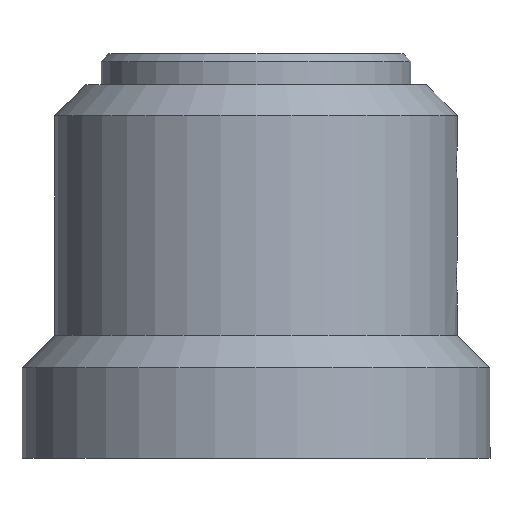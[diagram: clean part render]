
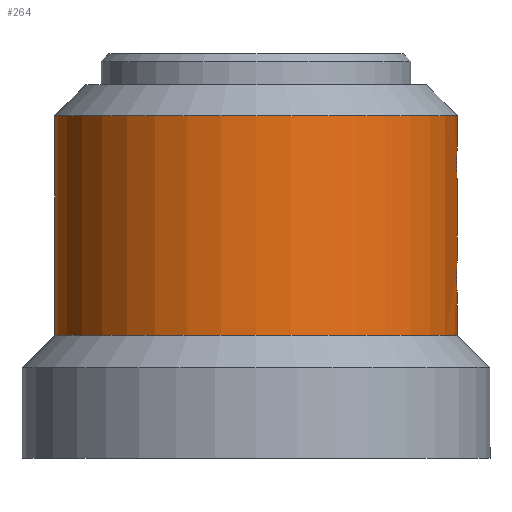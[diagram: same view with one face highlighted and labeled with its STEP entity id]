
A CAD part, left-side view. The second image highlights one B-rep face of the part: STEP entity #264.
In plain terms, the highlighted cylindrical face has radius 13 mm (diameter 26 mm), a full revolution.
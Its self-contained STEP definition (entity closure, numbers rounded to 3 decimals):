
#24=B_SPLINE_CURVE_WITH_KNOTS('',3,(#442,#443,#444,#445,#446,#447,#448,
#449,#450,#451,#452),.UNSPECIFIED.,.T.,.F.,(1,1,1,1,1,1,1,1,1,1,1,1,1,1,
1),(-0.003,-0.002,-0.001,0.,
0.001,0.002,0.003,0.004,
0.005,0.006,0.007,0.008,
0.009,0.01,0.011),
 .UNSPECIFIED.);
#25=B_SPLINE_CURVE_WITH_KNOTS('',3,(#454,#455,#456,#457,#458,#459,#460,
#461,#462,#463,#464),.UNSPECIFIED.,.T.,.F.,(1,1,1,1,1,1,1,1,1,1,1,1,1,1,
1),(-0.003,-0.002,-0.001,0.,
0.001,0.002,0.003,0.004,
0.005,0.006,0.007,0.008,
0.009,0.01,0.011),
 .UNSPECIFIED.);
#30=CYLINDRICAL_SURFACE('',#305,13.);
#50=ORIENTED_EDGE('',*,*,#98,.T.);
#51=ORIENTED_EDGE('',*,*,#99,.T.);
#52=ORIENTED_EDGE('',*,*,#100,.T.);
#53=ORIENTED_EDGE('',*,*,#96,.T.);
#96=EDGE_CURVE('',#121,#121,#144,.F.);
#98=EDGE_CURVE('',#123,#123,#24,.T.);
#99=EDGE_CURVE('',#124,#124,#25,.T.);
#100=EDGE_CURVE('',#125,#125,#146,.F.);
#121=VERTEX_POINT('',#437);
#123=VERTEX_POINT('',#453);
#124=VERTEX_POINT('',#465);
#125=VERTEX_POINT('',#467);
#144=CIRCLE('',#302,13.);
#146=CIRCLE('',#306,13.);
#168=EDGE_LOOP('',(#50));
#169=EDGE_LOOP('',(#51));
#170=EDGE_LOOP('',(#52));
#171=EDGE_LOOP('',(#53));
#214=FACE_BOUND('',#168,.T.);
#215=FACE_BOUND('',#169,.T.);
#216=FACE_BOUND('',#170,.T.);
#217=FACE_BOUND('',#171,.T.);
#264=ADVANCED_FACE('',(#214,#215,#216,#217),#30,.T.);
#302=AXIS2_PLACEMENT_3D('',#436,#351,#352);
#305=AXIS2_PLACEMENT_3D('',#441,#357,#358);
#306=AXIS2_PLACEMENT_3D('',#466,#359,#360);
#351=DIRECTION('',(0.,0.,-1.));
#352=DIRECTION('',(-1.,0.,0.));
#357=DIRECTION('',(0.,0.,-1.));
#358=DIRECTION('',(-1.,0.,0.));
#359=DIRECTION('',(0.,0.,1.));
#360=DIRECTION('',(1.,0.,0.));
#436=CARTESIAN_POINT('',(100.,-200.,10.525));
#437=CARTESIAN_POINT('',(87.,-200.,10.525));
#441=CARTESIAN_POINT('',(100.,-200.,-2.2));
#442=CARTESIAN_POINT('',(87.058,-201.247,13.722));
#443=CARTESIAN_POINT('',(86.995,-200.454,13.016));
#444=CARTESIAN_POINT('',(87.002,-199.395,13.079));
#445=CARTESIAN_POINT('',(87.066,-198.692,13.87));
#446=CARTESIAN_POINT('',(87.058,-198.753,14.929));
#447=CARTESIAN_POINT('',(86.995,-199.545,15.633));
#448=CARTESIAN_POINT('',(87.002,-200.603,15.572));
#449=CARTESIAN_POINT('',(87.066,-201.308,14.781));
#450=CARTESIAN_POINT('',(87.058,-201.247,13.722));
#451=CARTESIAN_POINT('',(86.995,-200.454,13.016));
#452=CARTESIAN_POINT('',(87.002,-199.395,13.079));
#453=CARTESIAN_POINT('',(87.006,-200.41,13.144));
#454=CARTESIAN_POINT('',(87.058,-201.247,20.972));
#455=CARTESIAN_POINT('',(86.995,-200.454,20.266));
#456=CARTESIAN_POINT('',(87.002,-199.395,20.329));
#457=CARTESIAN_POINT('',(87.066,-198.692,21.12));
#458=CARTESIAN_POINT('',(87.058,-198.753,22.179));
#459=CARTESIAN_POINT('',(86.995,-199.545,22.883));
#460=CARTESIAN_POINT('',(87.002,-200.603,22.822));
#461=CARTESIAN_POINT('',(87.066,-201.308,22.031));
#462=CARTESIAN_POINT('',(87.058,-201.247,20.972));
#463=CARTESIAN_POINT('',(86.995,-200.454,20.266));
#464=CARTESIAN_POINT('',(87.002,-199.395,20.329));
#465=CARTESIAN_POINT('',(87.006,-200.41,20.394));
#466=CARTESIAN_POINT('',(100.,-200.,24.7));
#467=CARTESIAN_POINT('',(113.,-200.,24.7));
